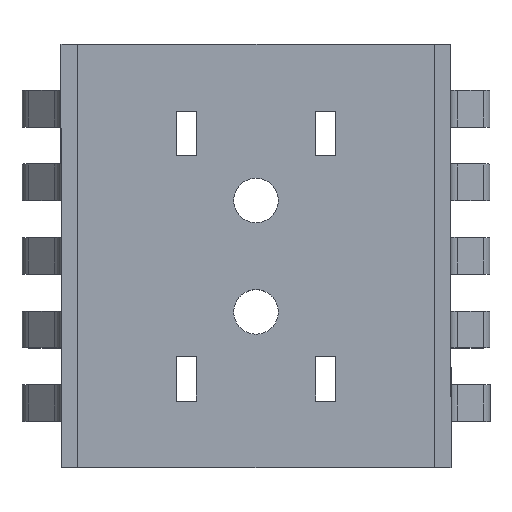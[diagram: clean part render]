
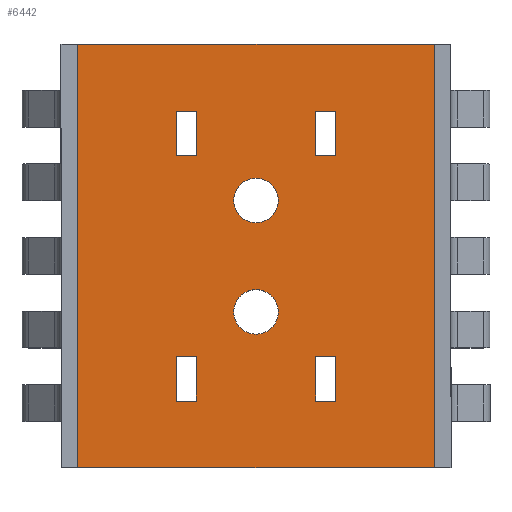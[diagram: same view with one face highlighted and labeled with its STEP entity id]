
A CAD part, top view. The second image highlights one B-rep face of the part: STEP entity #6442.
In plain terms, the highlighted planar face has unit normal (0, 0, 1).
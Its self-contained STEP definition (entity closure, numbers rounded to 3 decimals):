
#72=CARTESIAN_POINT('',(2.,5.,1.5));
#73=VERTEX_POINT('',#72);
#89=CARTESIAN_POINT('',(-2.,5.,1.5));
#90=VERTEX_POINT('',#89);
#97=CARTESIAN_POINT('',(0.,5.,1.5));
#98=DIRECTION('',(0.0,0.0,-1.0));
#99=DIRECTION('',(1.0,0.0,0.0));
#100=AXIS2_PLACEMENT_3D('',#97,#98,#99);
#101=CIRCLE('',#100,2.0);
#102=EDGE_CURVE('',#73,#90,#101,.T.);
#114=CARTESIAN_POINT('',(2.,-5.,1.5));
#115=VERTEX_POINT('',#114);
#131=CARTESIAN_POINT('',(-2.,-5.,1.5));
#132=VERTEX_POINT('',#131);
#139=CARTESIAN_POINT('',(0.,-5.,1.5));
#140=DIRECTION('',(0.0,0.0,-1.0));
#141=DIRECTION('',(1.0,0.0,0.0));
#142=AXIS2_PLACEMENT_3D('',#139,#140,#141);
#143=CIRCLE('',#142,2.0);
#144=EDGE_CURVE('',#115,#132,#143,.T.);
#154=CARTESIAN_POINT('',(7.15,-13.,1.5));
#155=VERTEX_POINT('',#154);
#156=CARTESIAN_POINT('',(5.35,-13.,1.5));
#157=VERTEX_POINT('',#156);
#158=CARTESIAN_POINT('',(7.15,-13.,1.5));
#159=DIRECTION('',(-1.0,0.0,0.0));
#160=VECTOR('',#159,1.8);
#161=LINE('',#158,#160);
#162=EDGE_CURVE('',#155,#157,#161,.T.);
#194=CARTESIAN_POINT('',(5.35,-9.,1.5));
#195=VERTEX_POINT('',#194);
#196=CARTESIAN_POINT('',(5.35,-13.,1.5));
#197=DIRECTION('',(0.0,1.0,0.0));
#198=VECTOR('',#197,4.0);
#199=LINE('',#196,#198);
#200=EDGE_CURVE('',#157,#195,#199,.T.);
#225=CARTESIAN_POINT('',(7.15,-9.,1.5));
#226=VERTEX_POINT('',#225);
#227=CARTESIAN_POINT('',(5.35,-9.,1.5));
#228=DIRECTION('',(1.0,0.0,0.0));
#229=VECTOR('',#228,1.8);
#230=LINE('',#227,#229);
#231=EDGE_CURVE('',#195,#226,#230,.T.);
#256=CARTESIAN_POINT('',(7.15,-9.,1.5));
#257=DIRECTION('',(0.0,-1.0,0.0));
#258=VECTOR('',#257,4.0);
#259=LINE('',#256,#258);
#260=EDGE_CURVE('',#226,#155,#259,.T.);
#278=CARTESIAN_POINT('',(-5.35,-13.,1.5));
#279=VERTEX_POINT('',#278);
#280=CARTESIAN_POINT('',(-7.15,-13.,1.5));
#281=VERTEX_POINT('',#280);
#282=CARTESIAN_POINT('',(-5.35,-13.,1.5));
#283=DIRECTION('',(-1.0,0.0,0.0));
#284=VECTOR('',#283,1.8);
#285=LINE('',#282,#284);
#286=EDGE_CURVE('',#279,#281,#285,.T.);
#318=CARTESIAN_POINT('',(-7.15,-9.,1.5));
#319=VERTEX_POINT('',#318);
#320=CARTESIAN_POINT('',(-7.15,-13.,1.5));
#321=DIRECTION('',(0.0,1.0,0.0));
#322=VECTOR('',#321,4.0);
#323=LINE('',#320,#322);
#324=EDGE_CURVE('',#281,#319,#323,.T.);
#349=CARTESIAN_POINT('',(-5.35,-9.,1.5));
#350=VERTEX_POINT('',#349);
#351=CARTESIAN_POINT('',(-7.15,-9.,1.5));
#352=DIRECTION('',(1.0,0.0,0.0));
#353=VECTOR('',#352,1.8);
#354=LINE('',#351,#353);
#355=EDGE_CURVE('',#319,#350,#354,.T.);
#380=CARTESIAN_POINT('',(-5.35,-9.,1.5));
#381=DIRECTION('',(0.0,-1.0,0.0));
#382=VECTOR('',#381,4.0);
#383=LINE('',#380,#382);
#384=EDGE_CURVE('',#350,#279,#383,.T.);
#403=CARTESIAN_POINT('',(0.,-5.,1.5));
#404=DIRECTION('',(0.0,0.0,-1.0));
#405=DIRECTION('',(1.0,0.0,0.0));
#406=AXIS2_PLACEMENT_3D('',#403,#404,#405);
#407=CIRCLE('',#406,2.0);
#408=EDGE_CURVE('',#132,#115,#407,.T.);
#427=CARTESIAN_POINT('',(0.,5.,1.5));
#428=DIRECTION('',(0.0,0.0,-1.0));
#429=DIRECTION('',(1.0,0.0,0.0));
#430=AXIS2_PLACEMENT_3D('',#427,#428,#429);
#431=CIRCLE('',#430,2.0);
#432=EDGE_CURVE('',#90,#73,#431,.T.);
#450=CARTESIAN_POINT('',(7.15,9.0,1.5));
#451=VERTEX_POINT('',#450);
#452=CARTESIAN_POINT('',(5.35,9.0,1.5));
#453=VERTEX_POINT('',#452);
#454=CARTESIAN_POINT('',(7.15,9.0,1.5));
#455=DIRECTION('',(-1.0,0.0,0.0));
#456=VECTOR('',#455,1.8);
#457=LINE('',#454,#456);
#458=EDGE_CURVE('',#451,#453,#457,.T.);
#490=CARTESIAN_POINT('',(5.35,13.0,1.5));
#491=VERTEX_POINT('',#490);
#492=CARTESIAN_POINT('',(5.35,9.0,1.5));
#493=DIRECTION('',(0.0,1.0,0.0));
#494=VECTOR('',#493,4.);
#495=LINE('',#492,#494);
#496=EDGE_CURVE('',#453,#491,#495,.T.);
#521=CARTESIAN_POINT('',(7.15,13.0,1.5));
#522=VERTEX_POINT('',#521);
#523=CARTESIAN_POINT('',(5.35,13.,1.5));
#524=DIRECTION('',(1.0,0.0,0.0));
#525=VECTOR('',#524,1.8);
#526=LINE('',#523,#525);
#527=EDGE_CURVE('',#491,#522,#526,.T.);
#552=CARTESIAN_POINT('',(7.15,13.,1.5));
#553=DIRECTION('',(0.0,-1.0,0.0));
#554=VECTOR('',#553,4.);
#555=LINE('',#552,#554);
#556=EDGE_CURVE('',#522,#451,#555,.T.);
#574=CARTESIAN_POINT('',(-5.35,9.0,1.5));
#575=VERTEX_POINT('',#574);
#576=CARTESIAN_POINT('',(-7.15,9.0,1.5));
#577=VERTEX_POINT('',#576);
#578=CARTESIAN_POINT('',(-5.35,9.0,1.5));
#579=DIRECTION('',(-1.0,0.0,0.0));
#580=VECTOR('',#579,1.8);
#581=LINE('',#578,#580);
#582=EDGE_CURVE('',#575,#577,#581,.T.);
#614=CARTESIAN_POINT('',(-7.15,13.0,1.5));
#615=VERTEX_POINT('',#614);
#616=CARTESIAN_POINT('',(-7.15,9.0,1.5));
#617=DIRECTION('',(0.0,1.0,0.0));
#618=VECTOR('',#617,4.);
#619=LINE('',#616,#618);
#620=EDGE_CURVE('',#577,#615,#619,.T.);
#645=CARTESIAN_POINT('',(-5.35,13.0,1.5));
#646=VERTEX_POINT('',#645);
#647=CARTESIAN_POINT('',(-7.15,13.,1.5));
#648=DIRECTION('',(1.0,0.0,0.0));
#649=VECTOR('',#648,1.8);
#650=LINE('',#647,#649);
#651=EDGE_CURVE('',#615,#646,#650,.T.);
#676=CARTESIAN_POINT('',(-5.35,13.,1.5));
#677=DIRECTION('',(0.0,-1.0,0.0));
#678=VECTOR('',#677,4.);
#679=LINE('',#676,#678);
#680=EDGE_CURVE('',#646,#575,#679,.T.);
#6090=CARTESIAN_POINT('',(-16.,19.,1.5));
#6091=VERTEX_POINT('',#6090);
#6098=CARTESIAN_POINT('',(16.,19.,1.5));
#6099=VERTEX_POINT('',#6098);
#6100=CARTESIAN_POINT('',(16.,19.,1.5));
#6101=DIRECTION('',(-1.0,0.0,0.0));
#6102=VECTOR('',#6101,32.);
#6103=LINE('',#6100,#6102);
#6104=EDGE_CURVE('',#6099,#6091,#6103,.T.);
#6340=CARTESIAN_POINT('',(16.,-19.,1.5));
#6341=VERTEX_POINT('',#6340);
#6342=CARTESIAN_POINT('',(16.,-19.,1.5));
#6343=DIRECTION('',(0.0,1.0,0.0));
#6344=VECTOR('',#6343,38.);
#6345=LINE('',#6342,#6344);
#6346=EDGE_CURVE('',#6341,#6099,#6345,.T.);
#6387=CARTESIAN_POINT('',(16.,-19.,1.5));
#6388=DIRECTION('',(0.0,0.0,1.0));
#6389=DIRECTION('',(1.0,0.0,0.0));
#6390=AXIS2_PLACEMENT_3D('',#6387,#6388,#6389);
#6391=PLANE('',#6390);
#6392=CARTESIAN_POINT('',(-16.,-19.,1.5));
#6393=VERTEX_POINT('',#6392);
#6394=CARTESIAN_POINT('',(-16.,-19.,1.5));
#6395=DIRECTION('',(0.0,1.0,0.0));
#6396=VECTOR('',#6395,38.);
#6397=LINE('',#6394,#6396);
#6398=EDGE_CURVE('',#6393,#6091,#6397,.T.);
#6399=ORIENTED_EDGE('',*,*,#6398,.F.);
#6400=CARTESIAN_POINT('',(16.,-19.,1.5));
#6401=DIRECTION('',(-1.0,0.0,0.0));
#6402=VECTOR('',#6401,32.);
#6403=LINE('',#6400,#6402);
#6404=EDGE_CURVE('',#6341,#6393,#6403,.T.);
#6405=ORIENTED_EDGE('',*,*,#6404,.F.);
#6406=ORIENTED_EDGE('',*,*,#6346,.T.);
#6407=ORIENTED_EDGE('',*,*,#6104,.T.);
#6408=EDGE_LOOP('',(#6399,#6405,#6406,#6407));
#6409=FACE_OUTER_BOUND('',#6408,.T.);
#6410=ORIENTED_EDGE('',*,*,#162,.T.);
#6411=ORIENTED_EDGE('',*,*,#200,.T.);
#6412=ORIENTED_EDGE('',*,*,#231,.T.);
#6413=ORIENTED_EDGE('',*,*,#260,.T.);
#6414=EDGE_LOOP('',(#6410,#6411,#6412,#6413));
#6415=FACE_BOUND('',#6414,.T.);
#6416=ORIENTED_EDGE('',*,*,#286,.T.);
#6417=ORIENTED_EDGE('',*,*,#324,.T.);
#6418=ORIENTED_EDGE('',*,*,#355,.T.);
#6419=ORIENTED_EDGE('',*,*,#384,.T.);
#6420=EDGE_LOOP('',(#6416,#6417,#6418,#6419));
#6421=FACE_BOUND('',#6420,.T.);
#6422=ORIENTED_EDGE('',*,*,#144,.T.);
#6423=ORIENTED_EDGE('',*,*,#408,.T.);
#6424=EDGE_LOOP('',(#6422,#6423));
#6425=FACE_BOUND('',#6424,.T.);
#6426=ORIENTED_EDGE('',*,*,#102,.T.);
#6427=ORIENTED_EDGE('',*,*,#432,.T.);
#6428=EDGE_LOOP('',(#6426,#6427));
#6429=FACE_BOUND('',#6428,.T.);
#6430=ORIENTED_EDGE('',*,*,#458,.T.);
#6431=ORIENTED_EDGE('',*,*,#496,.T.);
#6432=ORIENTED_EDGE('',*,*,#527,.T.);
#6433=ORIENTED_EDGE('',*,*,#556,.T.);
#6434=EDGE_LOOP('',(#6430,#6431,#6432,#6433));
#6435=FACE_BOUND('',#6434,.T.);
#6436=ORIENTED_EDGE('',*,*,#582,.T.);
#6437=ORIENTED_EDGE('',*,*,#620,.T.);
#6438=ORIENTED_EDGE('',*,*,#651,.T.);
#6439=ORIENTED_EDGE('',*,*,#680,.T.);
#6440=EDGE_LOOP('',(#6436,#6437,#6438,#6439));
#6441=FACE_BOUND('',#6440,.T.);
#6442=ADVANCED_FACE('',(#6409,#6415,#6421,#6425,#6429,#6435,#6441),#6391,.T.);
